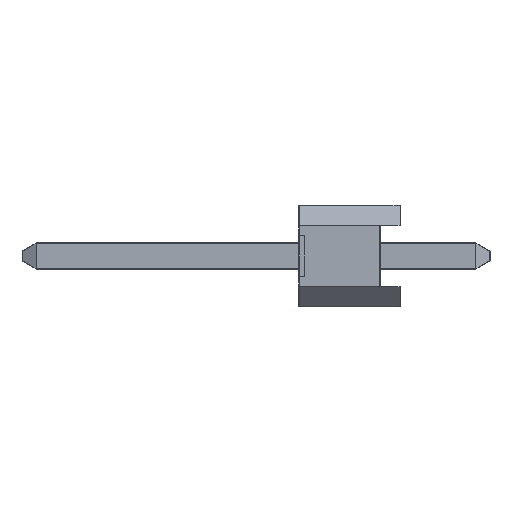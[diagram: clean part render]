
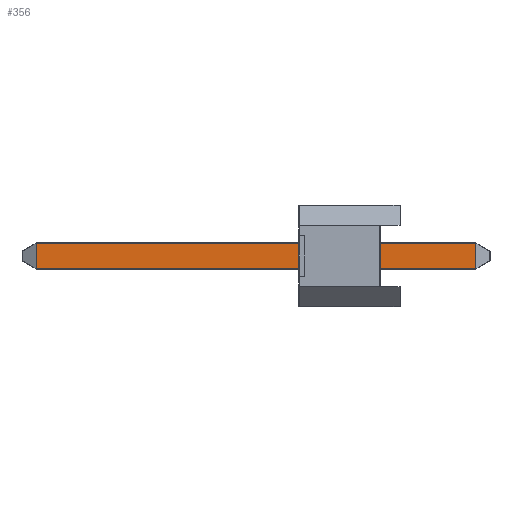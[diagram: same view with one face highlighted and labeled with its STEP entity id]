
A CAD part, left-side view. The second image highlights one B-rep face of the part: STEP entity #356.
In plain terms, the highlighted planar face has unit normal (-1, 0, 0).
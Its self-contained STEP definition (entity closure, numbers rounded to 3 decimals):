
#5 = LINE ( 'NONE', #841, #100 ) ;
#100 = VECTOR ( 'NONE', #1798, 1000. ) ;
#180 = EDGE_CURVE ( 'NONE', #254, #2566, #5, .T. ) ;
#254 = VERTEX_POINT ( 'NONE', #1192 ) ;
#356 = ADVANCED_FACE ( 'NONE', ( #2106 ), #688, .F. ) ;
#523 = LINE ( 'NONE', #2573, #2169 ) ;
#595 = ORIENTED_EDGE ( 'NONE', *, *, #977, .T. ) ;
#649 = DIRECTION ( 'NONE',  ( 0., 0., -1. ) ) ;
#688 = PLANE ( 'NONE',  #3090 ) ;
#841 = CARTESIAN_POINT ( 'NONE',  ( -0.32, 11.5, -0.31 ) ) ;
#842 = ORIENTED_EDGE ( 'NONE', *, *, #1234, .T. ) ;
#894 = DIRECTION ( 'NONE',  ( 0., 0., 1. ) ) ;
#977 = EDGE_CURVE ( 'NONE', #3561, #254, #523, .T. ) ;
#1000 = DIRECTION ( 'NONE',  ( 1., 0., 0. ) ) ;
#1192 = CARTESIAN_POINT ( 'NONE',  ( -0.32, 11.154, -0.31 ) ) ;
#1234 = EDGE_CURVE ( 'NONE', #1355, #3561, #2722, .T. ) ;
#1247 = ORIENTED_EDGE ( 'NONE', *, *, #1636, .T. ) ;
#1355 = VERTEX_POINT ( 'NONE', #2741 ) ;
#1542 = VECTOR ( 'NONE', #894, 1000. ) ;
#1636 = EDGE_CURVE ( 'NONE', #2566, #1355, #1710, .T. ) ;
#1710 = LINE ( 'NONE', #3259, #1542 ) ;
#1798 = DIRECTION ( 'NONE',  ( 0., -1., 0. ) ) ;
#2106 = FACE_OUTER_BOUND ( 'NONE', #2793, .T. ) ;
#2169 = VECTOR ( 'NONE', #3118, 1000. ) ;
#2395 = DIRECTION ( 'NONE',  ( 0., 1., 0. ) ) ;
#2566 = VERTEX_POINT ( 'NONE', #2608 ) ;
#2573 = CARTESIAN_POINT ( 'NONE',  ( -0.32, 11.154, -0.32 ) ) ;
#2608 = CARTESIAN_POINT ( 'NONE',  ( -0.32, 0.346, -0.31 ) ) ;
#2710 = VECTOR ( 'NONE', #2395, 1000. ) ;
#2722 = LINE ( 'NONE', #3006, #2710 ) ;
#2741 = CARTESIAN_POINT ( 'NONE',  ( -0.32, 0.346, 0.31 ) ) ;
#2793 = EDGE_LOOP ( 'NONE', ( #595, #3092, #1247, #842 ) ) ;
#3006 = CARTESIAN_POINT ( 'NONE',  ( -0.32, 11.5, 0.31 ) ) ;
#3090 = AXIS2_PLACEMENT_3D ( 'NONE', #3312, #1000, #649 ) ;
#3092 = ORIENTED_EDGE ( 'NONE', *, *, #180, .T. ) ;
#3118 = DIRECTION ( 'NONE',  ( 0., 0., -1. ) ) ;
#3259 = CARTESIAN_POINT ( 'NONE',  ( -0.32, 0.346, -0.32 ) ) ;
#3312 = CARTESIAN_POINT ( 'NONE',  ( -0.32, 11.5, -0.32 ) ) ;
#3561 = VERTEX_POINT ( 'NONE', #3606 ) ;
#3606 = CARTESIAN_POINT ( 'NONE',  ( -0.32, 11.154, 0.31 ) ) ;
